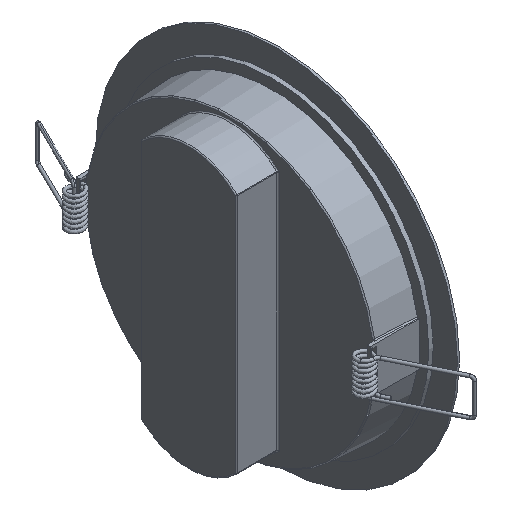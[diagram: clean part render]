
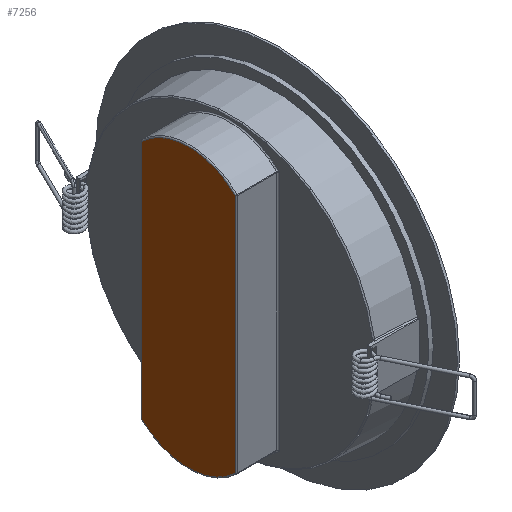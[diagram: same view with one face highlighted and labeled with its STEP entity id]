
A CAD part, isometric view. The second image highlights one B-rep face of the part: STEP entity #7256.
In plain terms, the highlighted face is planar.
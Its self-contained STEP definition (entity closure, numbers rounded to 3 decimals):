
#134 = DIRECTION ( 'NONE',  ( 1., 0., 0. ) ) ;
#323 = CARTESIAN_POINT ( 'NONE',  ( 21.294, -54.713, 40. ) ) ;
#482 = CARTESIAN_POINT ( 'NONE',  ( 21.294, 54.713, 40. ) ) ;
#555 = PLANE ( 'NONE',  #5405 ) ;
#828 = CARTESIAN_POINT ( 'NONE',  ( -21.294, -54.713, 40. ) ) ;
#850 = EDGE_CURVE ( 'NONE', #2923, #3728, #2573, .T. ) ;
#875 = ORIENTED_EDGE ( 'NONE', *, *, #2876, .T. ) ;
#878 = CIRCLE ( 'NONE', #1622, 30.36 ) ;
#915 = CARTESIAN_POINT ( 'NONE',  ( -21.294, -33.073, 40. ) ) ;
#1073 = EDGE_CURVE ( 'NONE', #7786, #5096, #3855, .T. ) ;
#1185 = DIRECTION ( 'NONE',  ( 1., 0., 0. ) ) ;
#1231 = DIRECTION ( 'NONE',  ( 0., 0., 1. ) ) ;
#1318 = EDGE_LOOP ( 'NONE', ( #875, #6356, #5662, #1572 ) ) ;
#1331 = CARTESIAN_POINT ( 'NONE',  ( 0., -33.073, 40. ) ) ;
#1459 = CARTESIAN_POINT ( 'NONE',  ( 0., 33.073, 40. ) ) ;
#1572 = ORIENTED_EDGE ( 'NONE', *, *, #850, .T. ) ;
#1622 = AXIS2_PLACEMENT_3D ( 'NONE', #6897, #1231, #1185 ) ;
#1990 = DIRECTION ( 'NONE',  ( 0., 1., 0. ) ) ;
#2386 = AXIS2_PLACEMENT_3D ( 'NONE', #1459, #3621, #134 ) ;
#2573 = LINE ( 'NONE', #4032, #6282 ) ;
#2876 = EDGE_CURVE ( 'NONE', #3728, #7786, #7088, .T. ) ;
#2923 = VERTEX_POINT ( 'NONE', #323 ) ;
#3301 = DIRECTION ( 'NONE',  ( 0., 0., -1. ) ) ;
#3621 = DIRECTION ( 'NONE',  ( 0., 0., 1. ) ) ;
#3728 = VERTEX_POINT ( 'NONE', #482 ) ;
#3855 = LINE ( 'NONE', #915, #8247 ) ;
#4032 = CARTESIAN_POINT ( 'NONE',  ( 21.294, -33.073, 40. ) ) ;
#4129 = DIRECTION ( 'NONE',  ( 1., 0., 0. ) ) ;
#4619 = CARTESIAN_POINT ( 'NONE',  ( -21.294, 54.713, 40. ) ) ;
#5096 = VERTEX_POINT ( 'NONE', #828 ) ;
#5405 = AXIS2_PLACEMENT_3D ( 'NONE', #1331, #3301, #4129 ) ;
#5662 = ORIENTED_EDGE ( 'NONE', *, *, #5905, .T. ) ;
#5905 = EDGE_CURVE ( 'NONE', #5096, #2923, #878, .T. ) ;
#6282 = VECTOR ( 'NONE', #1990, 1000. ) ;
#6356 = ORIENTED_EDGE ( 'NONE', *, *, #1073, .T. ) ;
#6897 = CARTESIAN_POINT ( 'NONE',  ( 0., -33.073, 40. ) ) ;
#7088 = CIRCLE ( 'NONE', #2386, 30.36 ) ;
#7256 = ADVANCED_FACE ( 'NONE', ( #7589 ), #555, .F. ) ;
#7589 = FACE_OUTER_BOUND ( 'NONE', #1318, .T. ) ;
#7786 = VERTEX_POINT ( 'NONE', #4619 ) ;
#8247 = VECTOR ( 'NONE', #8638, 1000. ) ;
#8638 = DIRECTION ( 'NONE',  ( 0., -1., 0. ) ) ;
